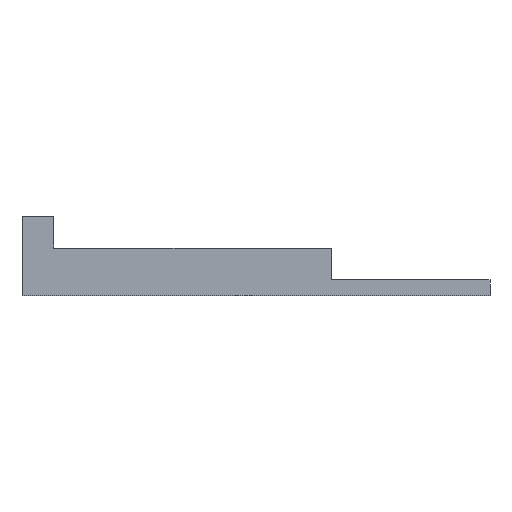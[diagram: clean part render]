
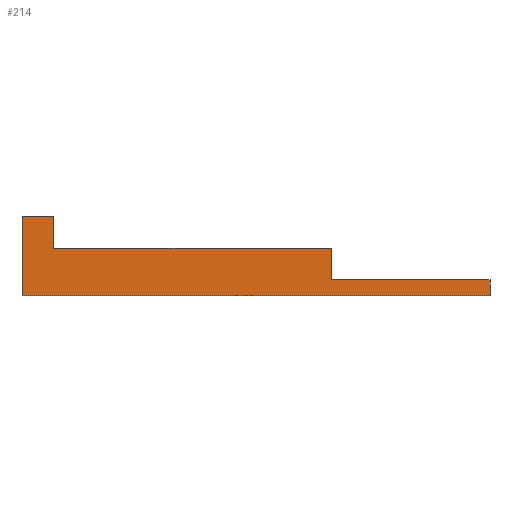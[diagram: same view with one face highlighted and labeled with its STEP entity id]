
A CAD part, front view. The second image highlights one B-rep face of the part: STEP entity #214.
In plain terms, the highlighted planar face has unit normal (0, -1, 0).
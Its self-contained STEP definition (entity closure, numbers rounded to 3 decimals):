
#102 = VERTEX_POINT('',#103);
#103 = CARTESIAN_POINT('',(59.,-48.,0.));
#109 = EDGE_CURVE('',#102,#110,#112,.T.);
#110 = VERTEX_POINT('',#111);
#111 = CARTESIAN_POINT('',(0.,-48.,0.));
#112 = LINE('',#113,#114);
#113 = CARTESIAN_POINT('',(59.,-48.,0.));
#114 = VECTOR('',#115,1.);
#115 = DIRECTION('',(-1.,0.,0.));
#195 = EDGE_CURVE('',#110,#196,#198,.T.);
#196 = VERTEX_POINT('',#197);
#197 = CARTESIAN_POINT('',(0.,-48.,10.));
#198 = LINE('',#199,#200);
#199 = CARTESIAN_POINT('',(0.,-48.,0.));
#200 = VECTOR('',#201,1.);
#201 = DIRECTION('',(0.,0.,1.));
#214 = ADVANCED_FACE('',(#215),#265,.F.);
#215 = FACE_BOUND('',#216,.F.);
#216 = EDGE_LOOP('',(#217,#218,#219,#227,#235,#243,#251,#259));
#217 = ORIENTED_EDGE('',*,*,#109,.T.);
#218 = ORIENTED_EDGE('',*,*,#195,.T.);
#219 = ORIENTED_EDGE('',*,*,#220,.T.);
#220 = EDGE_CURVE('',#196,#221,#223,.T.);
#221 = VERTEX_POINT('',#222);
#222 = CARTESIAN_POINT('',(4.,-48.,10.));
#223 = LINE('',#224,#225);
#224 = CARTESIAN_POINT('',(0.,-48.,10.));
#225 = VECTOR('',#226,1.);
#226 = DIRECTION('',(1.,0.,0.));
#227 = ORIENTED_EDGE('',*,*,#228,.T.);
#228 = EDGE_CURVE('',#221,#229,#231,.T.);
#229 = VERTEX_POINT('',#230);
#230 = CARTESIAN_POINT('',(4.,-48.,6.));
#231 = LINE('',#232,#233);
#232 = CARTESIAN_POINT('',(4.,-48.,10.));
#233 = VECTOR('',#234,1.);
#234 = DIRECTION('',(0.,0.,-1.));
#235 = ORIENTED_EDGE('',*,*,#236,.T.);
#236 = EDGE_CURVE('',#229,#237,#239,.T.);
#237 = VERTEX_POINT('',#238);
#238 = CARTESIAN_POINT('',(39.,-48.,6.));
#239 = LINE('',#240,#241);
#240 = CARTESIAN_POINT('',(4.,-48.,6.));
#241 = VECTOR('',#242,1.);
#242 = DIRECTION('',(1.,0.,0.));
#243 = ORIENTED_EDGE('',*,*,#244,.T.);
#244 = EDGE_CURVE('',#237,#245,#247,.T.);
#245 = VERTEX_POINT('',#246);
#246 = CARTESIAN_POINT('',(39.,-48.,2.));
#247 = LINE('',#248,#249);
#248 = CARTESIAN_POINT('',(39.,-48.,6.));
#249 = VECTOR('',#250,1.);
#250 = DIRECTION('',(0.,0.,-1.));
#251 = ORIENTED_EDGE('',*,*,#252,.T.);
#252 = EDGE_CURVE('',#245,#253,#255,.T.);
#253 = VERTEX_POINT('',#254);
#254 = CARTESIAN_POINT('',(59.,-48.,2.));
#255 = LINE('',#256,#257);
#256 = CARTESIAN_POINT('',(39.,-48.,2.));
#257 = VECTOR('',#258,1.);
#258 = DIRECTION('',(1.,0.,0.));
#259 = ORIENTED_EDGE('',*,*,#260,.T.);
#260 = EDGE_CURVE('',#253,#102,#261,.T.);
#261 = LINE('',#262,#263);
#262 = CARTESIAN_POINT('',(59.,-48.,2.));
#263 = VECTOR('',#264,1.);
#264 = DIRECTION('',(0.,0.,-1.));
#265 = PLANE('',#266);
#266 = AXIS2_PLACEMENT_3D('',#267,#268,#269);
#267 = CARTESIAN_POINT('',(27.326,-48.,2.826));
#268 = DIRECTION('',(0.,1.,0.));
#269 = DIRECTION('',(0.,0.,1.));
